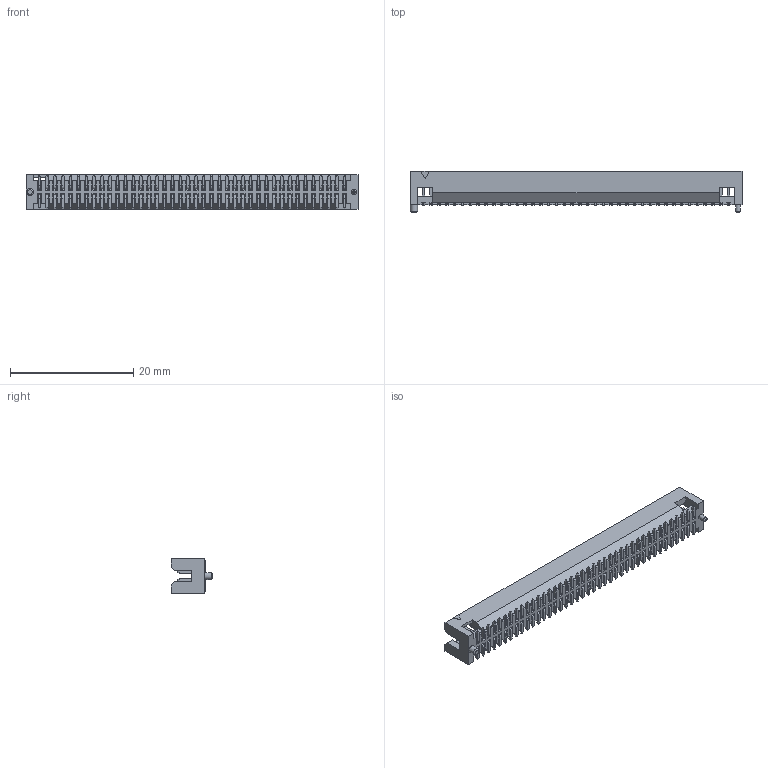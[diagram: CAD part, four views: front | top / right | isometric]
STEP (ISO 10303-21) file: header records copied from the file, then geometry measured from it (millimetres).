
FILE_DESCRIPTION(/* description */ (''),/* implementation_level */ '2;1');
FILE_NAME(/* name */ '6110-080-xx-10-xx.stp',/* time_stamp */ '2025-11-30T23:39:36+01:00',/* author */ ('andreas.larin'),/* organization */ (''),/* preprocessor_version */ 'ST-DEVELOPER v20',/* originating_system */ 'Autodesk Inventor 2025',/* authorisation */ '');
FILE_SCHEMA (('AUTOMOTIVE_DESIGN { 1 0 10303 214 3 1 1 }'));
Length unit declared in the file: millimetre
Products named in the file (1): 6110-080-xx-10-xx
Bounding box: 53.86 x 6.7 x 5.67 mm (x, y, z)
Volume: 817 mm3; surface area: 2268.7 mm2
Topology: 1 solids, 1 shells, 2372 faces, 5760 edges, 3305 vertices
Faces by surface type: plane 2208, cylinder 162, cone 2
Full cylindrical faces by diameter (mm): 0.8 x1, 1.15 x1
Entity records: 66459 total; most frequent: ORIENTED_EDGE 11520, CARTESIAN_POINT 11438, DIRECTION 10835, EDGE_CURVE 5760, LINE 5431, VECTOR 5431, VERTEX_POINT 3305, AXIS2_PLACEMENT_3D 2702
